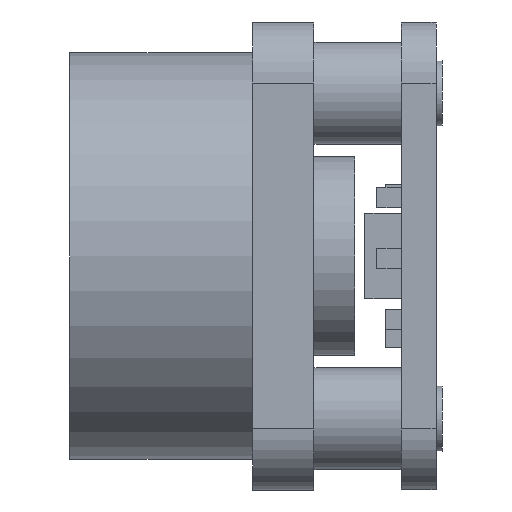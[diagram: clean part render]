
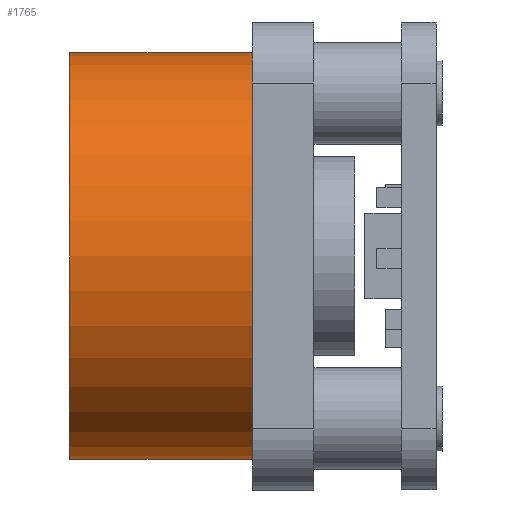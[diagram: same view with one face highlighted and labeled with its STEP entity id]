
A CAD part, left-side view. The second image highlights one B-rep face of the part: STEP entity #1765.
In plain terms, the highlighted cylindrical face has radius 10 mm (diameter 20 mm), a full revolution.
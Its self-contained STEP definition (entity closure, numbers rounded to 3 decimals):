
#128=CIRCLE('',#1953,10.);
#130=CIRCLE('',#1956,10.);
#169=CYLINDRICAL_SURFACE('',#1955,10.);
#267=FACE_OUTER_BOUND('',#415,.T.);
#415=EDGE_LOOP('',(#1497,#1498,#1499,#1500));
#575=LINE('',#2932,#721);
#721=VECTOR('',#2436,10.);
#862=VERTEX_POINT('',#2925);
#864=VERTEX_POINT('',#2930);
#1076=EDGE_CURVE('',#862,#862,#128,.T.);
#1078=EDGE_CURVE('',#864,#864,#130,.T.);
#1079=EDGE_CURVE('',#864,#862,#575,.T.);
#1497=ORIENTED_EDGE('',*,*,#1078,.F.);
#1498=ORIENTED_EDGE('',*,*,#1079,.T.);
#1499=ORIENTED_EDGE('',*,*,#1076,.T.);
#1500=ORIENTED_EDGE('',*,*,#1079,.F.);
#1765=ADVANCED_FACE('',(#267),#169,.T.);
#1953=AXIS2_PLACEMENT_3D('',#2926,#2428,#2429);
#1955=AXIS2_PLACEMENT_3D('',#2929,#2432,#2433);
#1956=AXIS2_PLACEMENT_3D('',#2931,#2434,#2435);
#2428=DIRECTION('center_axis',(0.,1.,0.));
#2429=DIRECTION('ref_axis',(-1.,0.,0.));
#2432=DIRECTION('center_axis',(0.,1.,0.));
#2433=DIRECTION('ref_axis',(-1.,0.,0.));
#2434=DIRECTION('center_axis',(0.,1.,0.));
#2435=DIRECTION('ref_axis',(-1.,0.,0.));
#2436=DIRECTION('',(0.,-1.,0.));
#2925=CARTESIAN_POINT('',(10.,6.3,0.));
#2926=CARTESIAN_POINT('Origin',(0.,6.3,0.));
#2929=CARTESIAN_POINT('Origin',(0.,6.3,0.));
#2930=CARTESIAN_POINT('',(10.,16.3,0.));
#2931=CARTESIAN_POINT('Origin',(0.,16.3,0.));
#2932=CARTESIAN_POINT('',(10.,6.3,0.));
